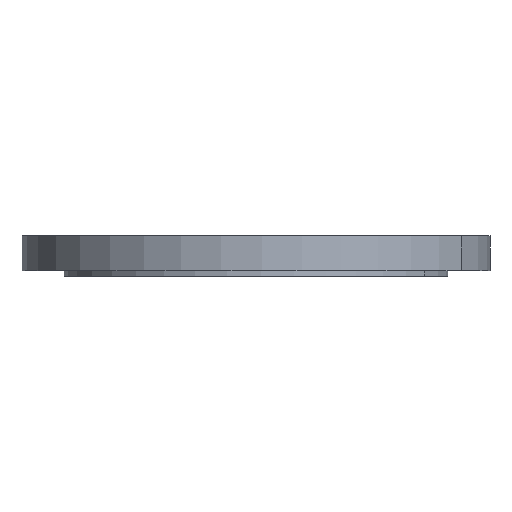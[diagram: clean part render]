
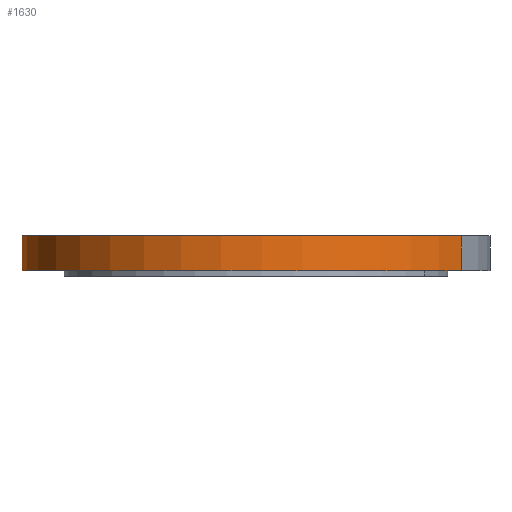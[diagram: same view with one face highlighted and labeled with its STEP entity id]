
A CAD part, left-side view. The second image highlights one B-rep face of the part: STEP entity #1630.
In plain terms, the highlighted cylindrical face has radius 457.2 mm (diameter 914.4 mm), a partial arc.
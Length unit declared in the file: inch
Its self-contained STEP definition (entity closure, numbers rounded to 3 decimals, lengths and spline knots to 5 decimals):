
#1414=AXIS2_PLACEMENT_3D('Circle Axis2P3D',#1412,#1413,$) ;
#1591=AXIS2_PLACEMENT_3D('Cylinder Axis2P3D',#1588,#1589,#1590) ;
#1621=AXIS2_PLACEMENT_3D('Circle Axis2P3D',#1619,#1620,$) ;
#1412=CARTESIAN_POINT('Axis2P3D Location',(0.,0.,0.)) ;
#1416=CARTESIAN_POINT('Vertex',(-8.62966,-15.79649,0.)) ;
#1418=CARTESIAN_POINT('Vertex',(8.62966,15.79649,0.)) ;
#1588=CARTESIAN_POINT('Axis2P3D Location',(0.,0.,1.12625)) ;
#1593=CARTESIAN_POINT('Line Origine',(8.62966,15.79649,1.345)) ;
#1597=CARTESIAN_POINT('Vertex',(8.62966,15.79649,2.69)) ;
#1604=CARTESIAN_POINT('Vertex',(-8.62966,-15.79649,2.69)) ;
#1607=CARTESIAN_POINT('Line Origine',(-8.62966,-15.79649,1.345)) ;
#1619=CARTESIAN_POINT('Axis2P3D Location',(0.,0.,2.69)) ;
#1413=DIRECTION('Axis2P3D Direction',(0.,0.,-0.039)) ;
#1589=DIRECTION('Axis2P3D Direction',(0.,0.,-0.039)) ;
#1590=DIRECTION('Axis2P3D XDirection',(-0.019,-0.035,0.)) ;
#1594=DIRECTION('Vector Direction',(0.,0.,-0.039)) ;
#1608=DIRECTION('Vector Direction',(0.,0.,-0.039)) ;
#1620=DIRECTION('Axis2P3D Direction',(0.,0.,-0.039)) ;
#1595=VECTOR('Line Direction',#1594,0.03937) ;
#1609=VECTOR('Line Direction',#1608,0.03937) ;
#1625=ORIENTED_EDGE('',*,*,#1420,.F.) ;
#1626=ORIENTED_EDGE('',*,*,#1611,.T.) ;
#1627=ORIENTED_EDGE('',*,*,#1623,.T.) ;
#1628=ORIENTED_EDGE('',*,*,#1599,.F.) ;
#1630=ADVANCED_FACE('PartBody',(#1629),#1592,.T.) ;
#1415=CIRCLE('generated circle',#1414,18.) ;
#1622=CIRCLE('generated circle',#1621,18.) ;
#1592=CYLINDRICAL_SURFACE('generated cylinder',#1591,18.) ;
#1420=EDGE_CURVE('',#1417,#1419,#1415,.T.) ;
#1599=EDGE_CURVE('',#1419,#1598,#1596,.F.) ;
#1611=EDGE_CURVE('',#1417,#1605,#1610,.F.) ;
#1623=EDGE_CURVE('',#1605,#1598,#1622,.T.) ;
#1624=EDGE_LOOP('',(#1625,#1626,#1627,#1628)) ;
#1629=FACE_OUTER_BOUND('',#1624,.T.) ;
#1596=LINE('Line',#1593,#1595) ;
#1610=LINE('Line',#1607,#1609) ;
#1417=VERTEX_POINT('',#1416) ;
#1419=VERTEX_POINT('',#1418) ;
#1598=VERTEX_POINT('',#1597) ;
#1605=VERTEX_POINT('',#1604) ;
